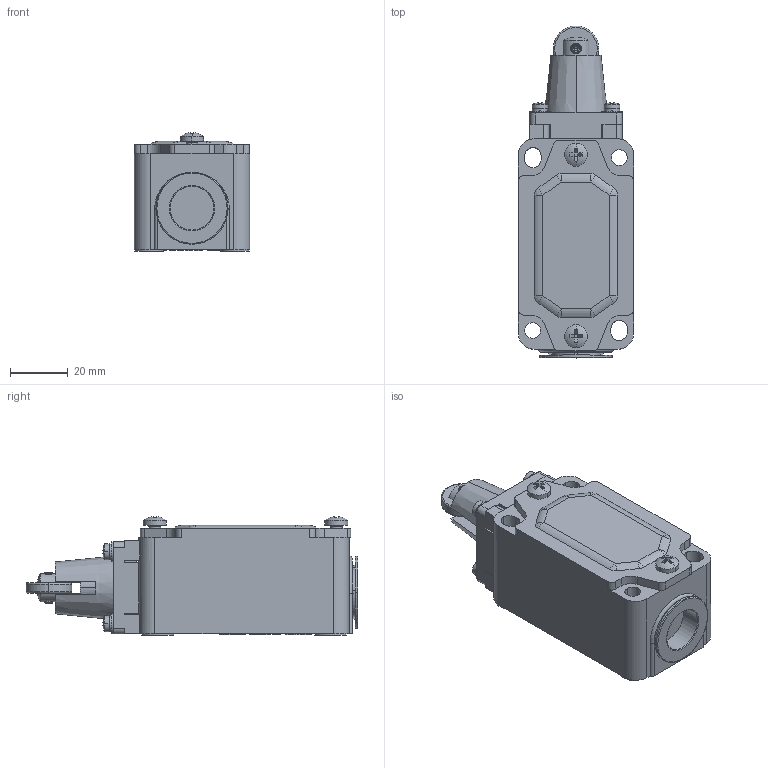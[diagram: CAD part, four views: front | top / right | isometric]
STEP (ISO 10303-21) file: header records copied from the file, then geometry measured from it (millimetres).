
FILE_DESCRIPTION((''),'2;1');
FILE_NAME('2620001700_SW0002','2022-04-29T',('kejia.li'),(''),'PRO/ENGINEER BY PARAMETRIC TECHNOLOGY CORPORATION, 2015440','PRO/ENGINEER BY PARAMETRIC TECHNOLOGY CORPORATION, 2015440','');
FILE_SCHEMA(('CONFIG_CONTROL_DESIGN'));
Length unit declared in the file: millimetre
Products named in the file (1): 2620001700_SW0002
Bounding box: 40 x 115.2 x 41.24 mm (x, y, z)
Volume: 107137.4 mm3; surface area: 31978.3 mm2
Topology: 3 solids, 5 shells, 899 faces, 2415 edges, 1561 vertices
Faces by surface type: plane 643, cylinder 166, sphere 26, torus 21, cone 20, extrusion 13, bspline 10
Entity records: 30089 total; most frequent: CARTESIAN_POINT 7224, ORIENTED_EDGE 4818, DIRECTION 4638, EDGE_CURVE 2409, VECTOR 1808, LINE 1795, VERTEX_POINT 1561, AXIS2_PLACEMENT_3D 1415
